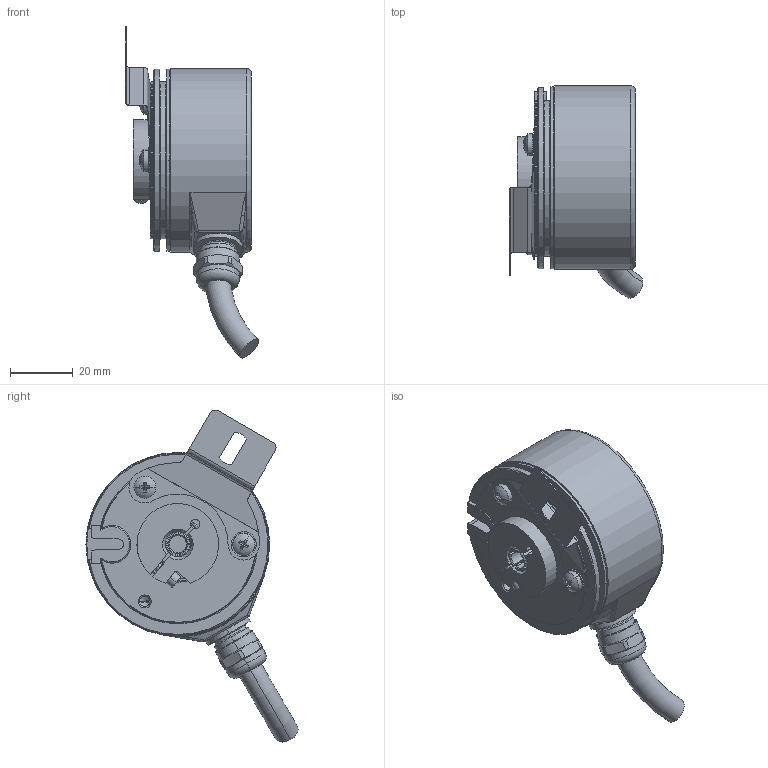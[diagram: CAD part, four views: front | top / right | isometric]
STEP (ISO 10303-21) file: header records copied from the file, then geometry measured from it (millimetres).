
FILE_DESCRIPTION((''),'2;1');
FILE_NAME('RI58D-1F-B_SW0001','2013-04-16T',('Martina.Efinger'),(''),'PRO/ENGINEER BY PARAMETRIC TECHNOLOGY CORPORATION, 2006300','PRO/ENGINEER BY PARAMETRIC TECHNOLOGY CORPORATION, 2006300','');
FILE_SCHEMA(('CONFIG_CONTROL_DESIGN'));
Length unit declared in the file: millimetre
Products named in the file (1): RI58D-1F-B_SW0001
Bounding box: 42.45 x 67.53 x 105.7 mm (x, y, z)
Surface area: 19331.9 mm2 (no closed solid volume)
Topology: 0 solids, 19 shells, 266 faces, 754 edges, 510 vertices
Faces by surface type: plane 113, cylinder 71, cone 35, torus 26, bspline 13, sphere 8
Entity records: 10118 total; most frequent: CARTESIAN_POINT 2601, DIRECTION 1463, ORIENTED_EDGE 1339, EDGE_CURVE 752, AXIS2_PLACEMENT_3D 569, VERTEX_POINT 510, VECTOR 325, LINE 325
